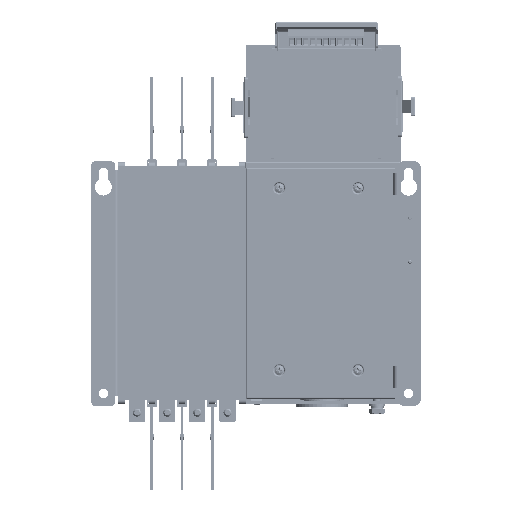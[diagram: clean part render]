
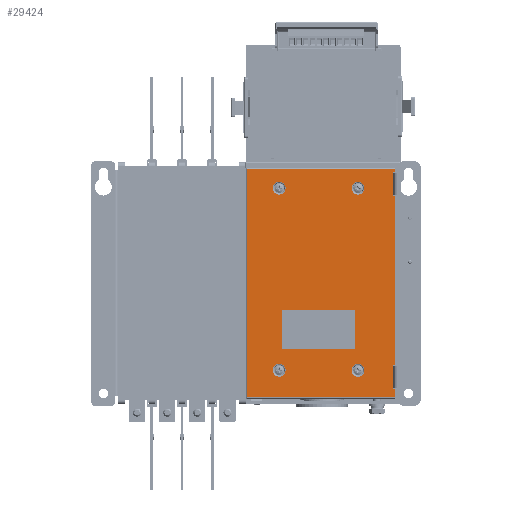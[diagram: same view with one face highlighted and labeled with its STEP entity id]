
A CAD part, front view. The second image highlights one B-rep face of the part: STEP entity #29424.
In plain terms, the highlighted face is planar.
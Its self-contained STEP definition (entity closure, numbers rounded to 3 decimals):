
#16664=FACE_BOUND('',#45971,.T.);
#16665=FACE_BOUND('',#45972,.T.);
#16666=FACE_BOUND('',#45973,.T.);
#16667=FACE_BOUND('',#45974,.T.);
#16668=FACE_BOUND('',#45975,.T.);
#16669=FACE_BOUND('',#45976,.T.);
#22048=PLANE('',#162382);
#29424=ADVANCED_FACE('',(#16664,#16665,#16666,#16667,#16668,#16669),#22048,
 .T.);
#45971=EDGE_LOOP('',(#87448));
#45972=EDGE_LOOP('',(#87449));
#45973=EDGE_LOOP('',(#87450));
#45974=EDGE_LOOP('',(#87451));
#45975=EDGE_LOOP('',(#87452,#87453,#87454,#87455));
#45976=EDGE_LOOP('',(#87456,#87457,#87458,#87459,#87460,#87461,#87462,#87463,
#87464,#87465,#87466,#87467));
#49373=CIRCLE('',#162378,4.75);
#49374=CIRCLE('',#162379,4.75);
#49375=CIRCLE('',#162380,4.75);
#49376=CIRCLE('',#162381,4.75);
#87448=ORIENTED_EDGE('',*,*,#120898,.T.);
#87449=ORIENTED_EDGE('',*,*,#120899,.T.);
#87450=ORIENTED_EDGE('',*,*,#120900,.T.);
#87451=ORIENTED_EDGE('',*,*,#120901,.T.);
#87452=ORIENTED_EDGE('',*,*,#120902,.F.);
#87453=ORIENTED_EDGE('',*,*,#120903,.T.);
#87454=ORIENTED_EDGE('',*,*,#120904,.T.);
#87455=ORIENTED_EDGE('',*,*,#120905,.F.);
#87456=ORIENTED_EDGE('',*,*,#120906,.T.);
#87457=ORIENTED_EDGE('',*,*,#120907,.T.);
#87458=ORIENTED_EDGE('',*,*,#120908,.T.);
#87459=ORIENTED_EDGE('',*,*,#120909,.F.);
#87460=ORIENTED_EDGE('',*,*,#120910,.F.);
#87461=ORIENTED_EDGE('',*,*,#120911,.T.);
#87462=ORIENTED_EDGE('',*,*,#120912,.T.);
#87463=ORIENTED_EDGE('',*,*,#120855,.F.);
#87464=ORIENTED_EDGE('',*,*,#120913,.F.);
#87465=ORIENTED_EDGE('',*,*,#120914,.T.);
#87466=ORIENTED_EDGE('',*,*,#120915,.T.);
#87467=ORIENTED_EDGE('',*,*,#120916,.T.);
#101467=VERTEX_POINT('',#252321);
#101468=VERTEX_POINT('',#252323);
#101496=VERTEX_POINT('',#252401);
#101497=VERTEX_POINT('',#252403);
#101498=VERTEX_POINT('',#252405);
#101499=VERTEX_POINT('',#252407);
#101500=VERTEX_POINT('',#252409);
#101501=VERTEX_POINT('',#252410);
#101502=VERTEX_POINT('',#252412);
#101503=VERTEX_POINT('',#252414);
#101504=VERTEX_POINT('',#252417);
#101505=VERTEX_POINT('',#252418);
#101506=VERTEX_POINT('',#252420);
#101507=VERTEX_POINT('',#252422);
#101508=VERTEX_POINT('',#252424);
#101509=VERTEX_POINT('',#252426);
#101510=VERTEX_POINT('',#252428);
#101511=VERTEX_POINT('',#252431);
#101512=VERTEX_POINT('',#252433);
#101513=VERTEX_POINT('',#252435);
#120855=EDGE_CURVE('',#101467,#101468,#136318,.T.);
#120898=EDGE_CURVE('',#101496,#101496,#49373,.T.);
#120899=EDGE_CURVE('',#101497,#101497,#49374,.T.);
#120900=EDGE_CURVE('',#101498,#101498,#49375,.T.);
#120901=EDGE_CURVE('',#101499,#101499,#49376,.T.);
#120902=EDGE_CURVE('',#101500,#101501,#136354,.T.);
#120903=EDGE_CURVE('',#101500,#101502,#136355,.T.);
#120904=EDGE_CURVE('',#101502,#101503,#136356,.T.);
#120905=EDGE_CURVE('',#101501,#101503,#136357,.T.);
#120906=EDGE_CURVE('',#101504,#101505,#136358,.T.);
#120907=EDGE_CURVE('',#101505,#101506,#136359,.T.);
#120908=EDGE_CURVE('',#101506,#101507,#136360,.T.);
#120909=EDGE_CURVE('',#101508,#101507,#136361,.T.);
#120910=EDGE_CURVE('',#101509,#101508,#136362,.T.);
#120911=EDGE_CURVE('',#101509,#101510,#136363,.T.);
#120912=EDGE_CURVE('',#101510,#101468,#136364,.T.);
#120913=EDGE_CURVE('',#101511,#101467,#136365,.T.);
#120914=EDGE_CURVE('',#101511,#101512,#136366,.T.);
#120915=EDGE_CURVE('',#101512,#101513,#136367,.T.);
#120916=EDGE_CURVE('',#101513,#101504,#136368,.T.);
#136318=LINE('',#252322,#151870);
#136354=LINE('',#252408,#151906);
#136355=LINE('',#252411,#151907);
#136356=LINE('',#252413,#151908);
#136357=LINE('',#252415,#151909);
#136358=LINE('',#252416,#151910);
#136359=LINE('',#252419,#151911);
#136360=LINE('',#252421,#151912);
#136361=LINE('',#252423,#151913);
#136362=LINE('',#252425,#151914);
#136363=LINE('',#252427,#151915);
#136364=LINE('',#252429,#151916);
#136365=LINE('',#252430,#151917);
#136366=LINE('',#252432,#151918);
#136367=LINE('',#252434,#151919);
#136368=LINE('',#252436,#151920);
#151870=VECTOR('',#198126,1.);
#151906=VECTOR('',#198198,1.);
#151907=VECTOR('',#198199,1.);
#151908=VECTOR('',#198200,1.);
#151909=VECTOR('',#198201,1.);
#151910=VECTOR('',#198202,1.);
#151911=VECTOR('',#198203,1.);
#151912=VECTOR('',#198204,1.);
#151913=VECTOR('',#198205,1.);
#151914=VECTOR('',#198206,1.);
#151915=VECTOR('',#198207,1.);
#151916=VECTOR('',#198208,1.);
#151917=VECTOR('',#198209,1.);
#151918=VECTOR('',#198210,1.);
#151919=VECTOR('',#198211,1.);
#151920=VECTOR('',#198212,1.);
#162378=AXIS2_PLACEMENT_3D('',#252400,#198190,#198191);
#162379=AXIS2_PLACEMENT_3D('',#252402,#198192,#198193);
#162380=AXIS2_PLACEMENT_3D('',#252404,#198194,#198195);
#162381=AXIS2_PLACEMENT_3D('',#252406,#198196,#198197);
#162382=AXIS2_PLACEMENT_3D('',#252437,#198213,#198214);
#198126=DIRECTION('',(1.,0.,0.));
#198190=DIRECTION('',(0.,0.,1.));
#198191=DIRECTION('',(-1.,0.,0.));
#198192=DIRECTION('',(0.,0.,1.));
#198193=DIRECTION('',(-1.,0.,0.));
#198194=DIRECTION('',(0.,0.,1.));
#198195=DIRECTION('',(-1.,0.,0.));
#198196=DIRECTION('',(0.,0.,1.));
#198197=DIRECTION('',(-1.,0.,0.));
#198198=DIRECTION('',(1.,0.,0.));
#198199=DIRECTION('',(0.,-1.,0.));
#198200=DIRECTION('',(1.,0.,0.));
#198201=DIRECTION('',(0.,-1.,0.));
#198202=DIRECTION('',(0.,-1.,0.));
#198203=DIRECTION('',(-1.,0.,0.));
#198204=DIRECTION('',(0.,1.,0.));
#198205=DIRECTION('',(1.,0.,0.));
#198206=DIRECTION('',(0.,1.,0.));
#198207=DIRECTION('',(-1.,0.,0.));
#198208=DIRECTION('',(0.,1.,0.));
#198209=DIRECTION('',(0.,1.,0.));
#198210=DIRECTION('',(-1.,0.,0.));
#198211=DIRECTION('',(0.,1.,0.));
#198212=DIRECTION('',(1.,0.,0.));
#198213=DIRECTION('',(0.,0.,-1.));
#198214=DIRECTION('',(1.,0.,0.));
#252321=CARTESIAN_POINT('',(5.,4.2,-1.));
#252322=CARTESIAN_POINT('',(5.,4.2,-1.));
#252323=CARTESIAN_POINT('',(23.,4.2,-1.));
#252400=CARTESIAN_POINT('',(17.,87.7,-1.));
#252401=CARTESIAN_POINT('',(12.25,87.7,-1.));
#252402=CARTESIAN_POINT('',(17.,29.7,-1.));
#252403=CARTESIAN_POINT('',(12.25,29.7,-1.));
#252404=CARTESIAN_POINT('',(151.,29.7,-1.));
#252405=CARTESIAN_POINT('',(146.25,29.7,-1.));
#252406=CARTESIAN_POINT('',(151.,87.7,-1.));
#252407=CARTESIAN_POINT('',(146.25,87.7,-1.));
#252408=CARTESIAN_POINT('',(47.,85.7,-1.));
#252409=CARTESIAN_POINT('',(107.,85.7,-1.));
#252410=CARTESIAN_POINT('',(135.,85.7,-1.));
#252411=CARTESIAN_POINT('',(107.,31.7,-1.));
#252412=CARTESIAN_POINT('',(107.,31.7,-1.));
#252413=CARTESIAN_POINT('',(47.,31.7,-1.));
#252414=CARTESIAN_POINT('',(135.,31.7,-1.));
#252415=CARTESIAN_POINT('',(135.,86.2,-1.));
#252416=CARTESIAN_POINT('',(171.,86.2,-1.));
#252417=CARTESIAN_POINT('',(171.,111.2,-1.));
#252418=CARTESIAN_POINT('',(171.,2.7,-1.));
#252419=CARTESIAN_POINT('',(165.,2.7,-1.));
#252420=CARTESIAN_POINT('',(165.,2.7,-1.));
#252421=CARTESIAN_POINT('',(165.,2.2,-1.));
#252422=CARTESIAN_POINT('',(165.,4.2,-1.));
#252423=CARTESIAN_POINT('',(147.,4.2,-1.));
#252424=CARTESIAN_POINT('',(147.,4.2,-1.));
#252425=CARTESIAN_POINT('',(147.,2.2,-1.));
#252426=CARTESIAN_POINT('',(147.,2.7,-1.));
#252427=CARTESIAN_POINT('',(23.,2.7,-1.));
#252428=CARTESIAN_POINT('',(23.,2.7,-1.));
#252429=CARTESIAN_POINT('',(23.,2.2,-1.));
#252430=CARTESIAN_POINT('',(5.,2.2,-1.));
#252431=CARTESIAN_POINT('',(5.,2.7,-1.));
#252432=CARTESIAN_POINT('',(2.,2.7,-1.));
#252433=CARTESIAN_POINT('',(3.,2.7,-1.));
#252434=CARTESIAN_POINT('',(3.,86.2,-1.));
#252435=CARTESIAN_POINT('',(3.,111.2,-1.));
#252436=CARTESIAN_POINT('',(17.,111.2,-1.));
#252437=CARTESIAN_POINT('',(17.,86.2,-1.));
